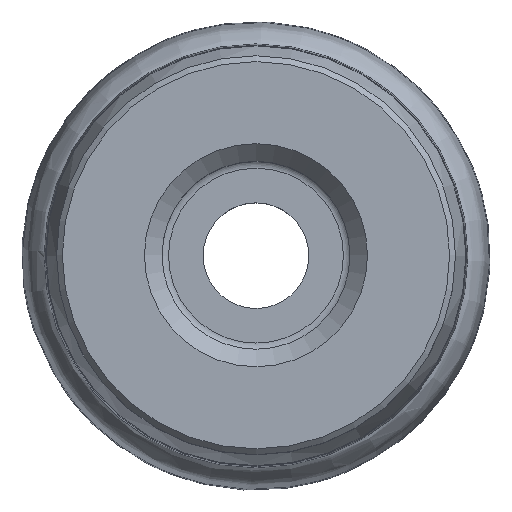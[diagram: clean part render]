
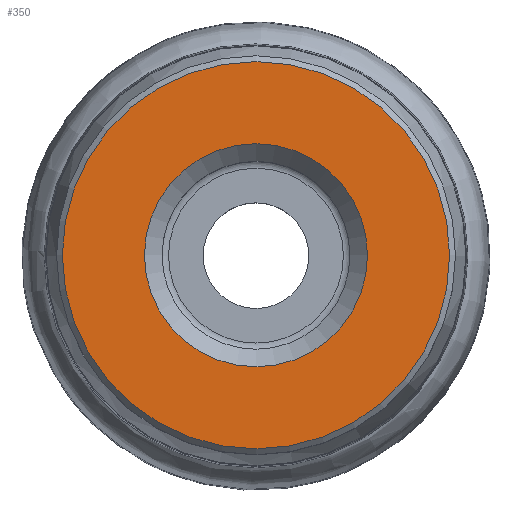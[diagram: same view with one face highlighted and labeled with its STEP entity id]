
A CAD part, top view. The second image highlights one B-rep face of the part: STEP entity #350.
In plain terms, the highlighted planar face has unit normal (0, 0, 1).
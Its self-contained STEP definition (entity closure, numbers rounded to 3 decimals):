
#114=PLANE('',#592);
#119=EDGE_LOOP('',(#191));
#120=EDGE_LOOP('',(#192));
#191=ORIENTED_EDGE('',*,*,#263,.F.);
#192=ORIENTED_EDGE('',*,*,#264,.T.);
#263=EDGE_CURVE('',#462,#462,#299,.T.);
#264=EDGE_CURVE('',#463,#463,#300,.T.);
#299=CIRCLE('',#590,9.505);
#300=CIRCLE('',#591,16.5);
#350=ADVANCED_FACE('TB_SU_1',(#388,#389),#114,.F.);
#388=FACE_BOUND('',#119,.T.);
#389=FACE_BOUND('',#120,.T.);
#462=VERTEX_POINT('',#5110);
#463=VERTEX_POINT('',#5112);
#590=AXIS2_PLACEMENT_3D('',#5109,#683,#684);
#591=AXIS2_PLACEMENT_3D('',#5111,#685,#686);
#592=AXIS2_PLACEMENT_3D('',#5113,#687,#688);
#683=DIRECTION('',(0.,0.,1.));
#684=DIRECTION('',(1.,0.,0.));
#685=DIRECTION('',(0.,0.,1.));
#686=DIRECTION('',(1.,0.,0.));
#687=DIRECTION('',(0.,0.,-1.));
#688=DIRECTION('',(-1.,0.,0.));
#5109=CARTESIAN_POINT('',(0.,0.,0.));
#5110=CARTESIAN_POINT('',(9.505,0.,0.));
#5111=CARTESIAN_POINT('',(0.,0.,0.));
#5112=CARTESIAN_POINT('',(16.5,0.,0.));
#5113=CARTESIAN_POINT('',(-17.,0.,0.));
